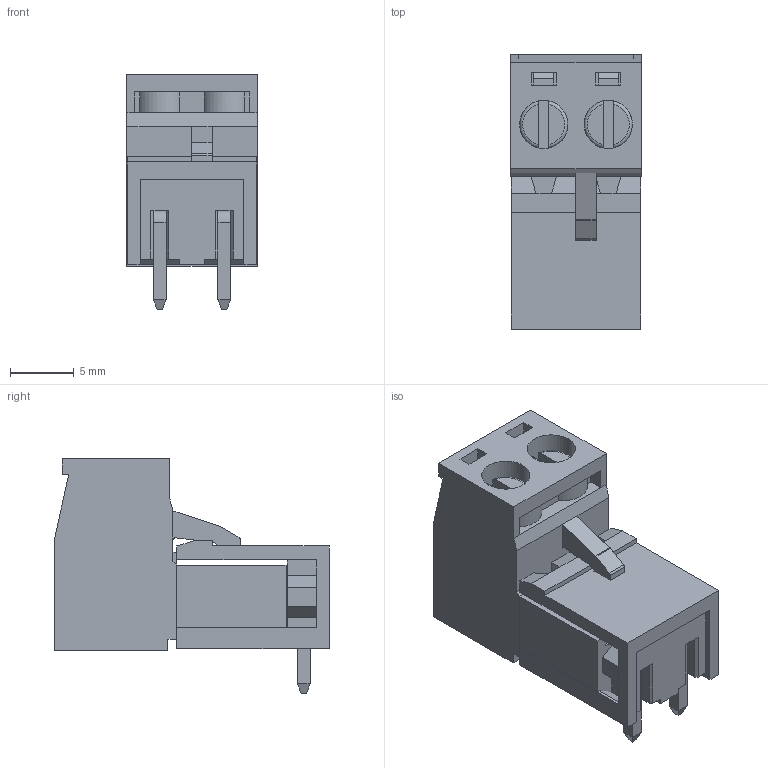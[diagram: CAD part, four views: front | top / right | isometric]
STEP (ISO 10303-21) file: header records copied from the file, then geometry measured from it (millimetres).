
FILE_DESCRIPTION(/* description */ (''),/* implementation_level */ '2;1');
FILE_NAME(/* name */ 'XY2500R-C(5.08)-2P',/* time_stamp */ '2022-07-14T13:35:12+03:00',/* author */ (''),/* organization */ (''),/* preprocessor_version */ 'ST-DEVELOPER v16.5',/* originating_system */ '',/* authorisation */ '');
FILE_SCHEMA (('AUTOMOTIVE_DESIGN'));
Length unit declared in the file: millimetre
Products named in the file (10): Document; Assem11; 691351500002; 6913515000xx_CAGE; 6913515000xx_PIN; 6913515000xx_VIS; 691351500002_CAPOT; Assem1; 691311500102; 6913125100xx_PIN
Assembly tree (13 placements, depth 3):
  Document
    Assem11
      691351500002
      6913515000xx_CAGE  x2
      6913515000xx_PIN  x2
      6913515000xx_VIS  x2
      691351500002_CAPOT
    Assem1
      691311500102
      6913125100xx_PIN  x2
Bounding box: 10.26 x 21.6 x 18.48 mm (x, y, z)
Volume: 1624.2 mm3; surface area: 4410.7 mm2
Topology: 11 solids, 11 shells, 628 faces, 1693 edges, 1100 vertices
Faces by surface type: plane 470, bspline 158
Entity records: 14927 total; most frequent: CARTESIAN_POINT 6077, ORIENTED_EDGE 2612, EDGE_CURVE 1306, B_SPLINE_CURVE_WITH_KNOTS 1096, VERTEX_POINT 850, EDGE_LOOP 522, ADVANCED_FACE 482, FACE_OUTER_BOUND 482
